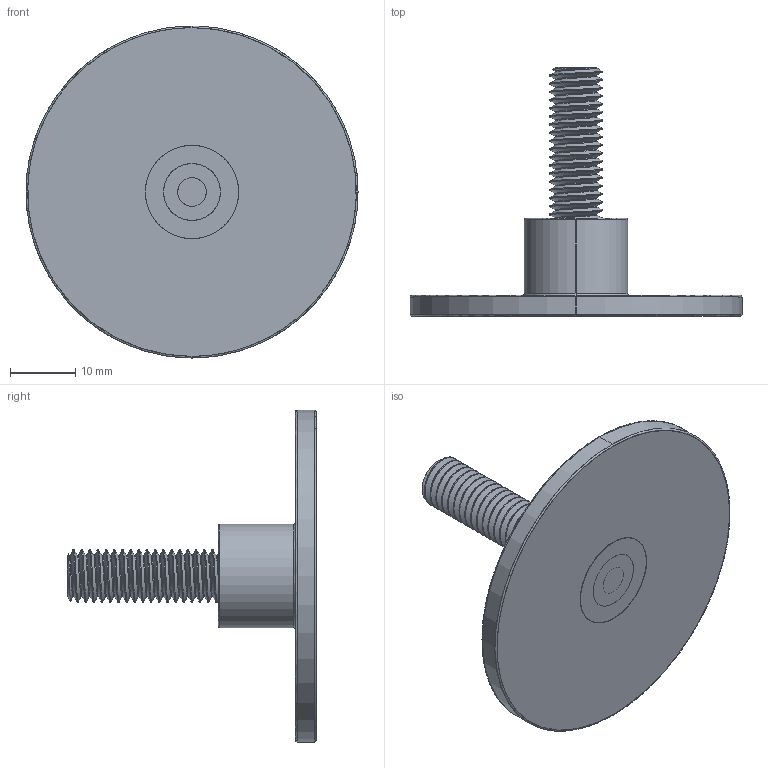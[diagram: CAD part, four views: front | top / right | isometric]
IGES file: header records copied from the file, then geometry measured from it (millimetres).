
Start section: SolidWorks IGES file using analytic representation for surfaces
Global section: file name: CB9784CRM8MCRM15M38M.IGS; native system: SolidWorks 2018; preprocessor: SolidWorks 2018; author: Chris.Palmer; date: 180911.111111; units: inch
Bounding box: 50.8 x 38.1 x 50.8 mm (x, y, z)
Surface area: 7510.3 mm2 (no closed solid volume)
Topology: 0 solids, 0 shells, 165 faces, 2908 edges, 2900 vertices
Faces by surface type: revolution 113, bspline 52
